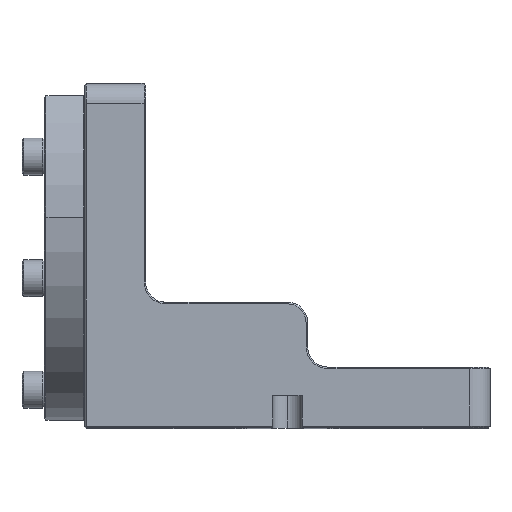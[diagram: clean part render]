
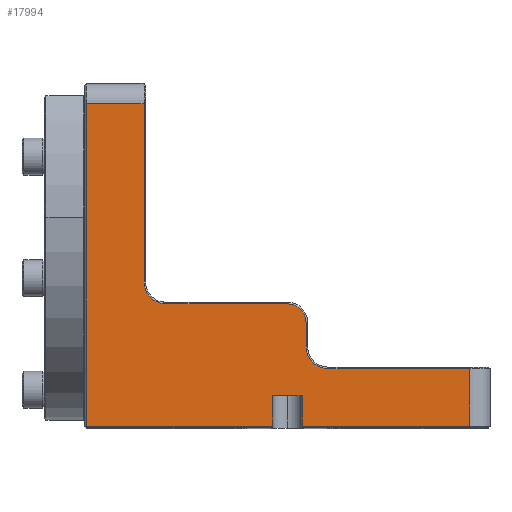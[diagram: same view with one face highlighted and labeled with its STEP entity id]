
A CAD part, top view. The second image highlights one B-rep face of the part: STEP entity #17994.
In plain terms, the highlighted planar face has unit normal (0, 0, 1).
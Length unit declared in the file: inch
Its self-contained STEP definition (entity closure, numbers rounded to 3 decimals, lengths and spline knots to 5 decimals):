
#114 = CARTESIAN_POINT ( 'NONE',  ( -0.09112, 0.42713, 3.04478 ) ) ;
#272 = ORIENTED_EDGE ( 'NONE', *, *, #18945, .T. ) ;
#456 = LINE ( 'NONE', #8063, #28965 ) ;
#487 = VERTEX_POINT ( 'NONE', #24023 ) ;
#1504 = AXIS2_PLACEMENT_3D ( 'NONE', #4016, #19020, #18521 ) ;
#1820 = EDGE_CURVE ( 'NONE', #7206, #14066, #23879, .T. ) ;
#1991 = CARTESIAN_POINT ( 'NONE',  ( 1.06888, 0.07213, 3.04478 ) ) ;
#2096 = CARTESIAN_POINT ( 'NONE',  ( 1.27388, 0.56213, 3.04478 ) ) ;
#2405 = VECTOR ( 'NONE', #11599, 39.37008 ) ;
#3004 = CARTESIAN_POINT ( 'NONE',  ( -0.09112, 0.43713, 3.04478 ) ) ;
#3245 = CARTESIAN_POINT ( 'NONE',  ( 0.40888, 0.82713, 3.04478 ) ) ;
#3277 = ORIENTED_EDGE ( 'NONE', *, *, #13632, .T. ) ;
#3410 = DIRECTION ( 'NONE',  ( 0., -1., 0. ) ) ;
#3738 = CARTESIAN_POINT ( 'NONE',  ( 1.24888, 0.26213, 3.04478 ) ) ;
#4016 = CARTESIAN_POINT ( 'NONE',  ( 1.40888, 0.56213, 3.04478 ) ) ;
#4032 = AXIS2_PLACEMENT_3D ( 'NONE', #25391, #20173, #12737 ) ;
#4076 = DIRECTION ( 'NONE',  ( -1., 0., 0. ) ) ;
#4393 = CARTESIAN_POINT ( 'NONE',  ( 0.27388, 0.96213, 3.04478 ) ) ;
#4517 = CARTESIAN_POINT ( 'NONE',  ( -0.08112, 0.07213, 3.04478 ) ) ;
#4559 = VERTEX_POINT ( 'NONE', #11762 ) ;
#4568 = VERTEX_POINT ( 'NONE', #4517 ) ;
#4597 = VECTOR ( 'NONE', #8223, 39.37008 ) ;
#5050 = CIRCLE ( 'NONE', #4032, 0.135 ) ;
#5060 = LINE ( 'NONE', #12453, #10217 ) ;
#5789 = VERTEX_POINT ( 'NONE', #26083 ) ;
#5803 = VERTEX_POINT ( 'NONE', #4393 ) ;
#5821 = ORIENTED_EDGE ( 'NONE', *, *, #17781, .T. ) ;
#6115 = CARTESIAN_POINT ( 'NONE',  ( 0.27388, 0.43713, 3.04478 ) ) ;
#6252 = CARTESIAN_POINT ( 'NONE',  ( 1.15888, 0.71213, 3.04478 ) ) ;
#6329 = DIRECTION ( 'NONE',  ( 0., 0., -1. ) ) ;
#6573 = ORIENTED_EDGE ( 'NONE', *, *, #10803, .T. ) ;
#6631 = LINE ( 'NONE', #21155, #14825 ) ;
#6764 = VERTEX_POINT ( 'NONE', #2096 ) ;
#6908 = CARTESIAN_POINT ( 'NONE',  ( 2.28388, 0.07213, 3.04478 ) ) ;
#7206 = VERTEX_POINT ( 'NONE', #6908 ) ;
#8063 = CARTESIAN_POINT ( 'NONE',  ( -0.08112, 0.43713, 3.04478 ) ) ;
#8223 = DIRECTION ( 'NONE',  ( 0., 1., 0. ) ) ;
#9019 = LINE ( 'NONE', #9353, #2405 ) ;
#9318 = DIRECTION ( 'NONE',  ( -1., 0., 0. ) ) ;
#9353 = CARTESIAN_POINT ( 'NONE',  ( 1.06888, 0.26213, 3.04478 ) ) ;
#10217 = VECTOR ( 'NONE', #14716, 39.37008 ) ;
#10341 = ORIENTED_EDGE ( 'NONE', *, *, #22359, .T. ) ;
#10803 = EDGE_CURVE ( 'NONE', #4559, #23536, #11618, .T. ) ;
#11599 = DIRECTION ( 'NONE',  ( 0., -1., 0. ) ) ;
#11618 = CIRCLE ( 'NONE', #21422, 0.115 ) ;
#11718 = VECTOR ( 'NONE', #23156, 39.37008 ) ;
#11762 = CARTESIAN_POINT ( 'NONE',  ( 1.27388, 0.71213, 3.04478 ) ) ;
#12152 = VECTOR ( 'NONE', #3410, 39.37008 ) ;
#12392 = LINE ( 'NONE', #114, #17496 ) ;
#12453 = CARTESIAN_POINT ( 'NONE',  ( 2.28388, 0.07213, 3.04478 ) ) ;
#12737 = DIRECTION ( 'NONE',  ( -1., 0., 0. ) ) ;
#12896 = VERTEX_POINT ( 'NONE', #3245 ) ;
#12961 = ORIENTED_EDGE ( 'NONE', *, *, #28682, .T. ) ;
#13355 = DIRECTION ( 'NONE',  ( 0., 1., 0. ) ) ;
#13632 = EDGE_CURVE ( 'NONE', #6764, #4559, #28868, .T. ) ;
#13658 = DIRECTION ( 'NONE',  ( 0., 0., 1. ) ) ;
#13826 = CARTESIAN_POINT ( 'NONE',  ( 2.28388, 0.43713, 3.04478 ) ) ;
#13987 = EDGE_CURVE ( 'NONE', #487, #5789, #30768, .T. ) ;
#14040 = EDGE_LOOP ( 'NONE', ( #24596, #10341, #28850, #18338, #17312, #3277, #6573, #5821, #21016, #12961, #272, #27192, #19713, #18572, #28537 ) ) ;
#14066 = VERTEX_POINT ( 'NONE', #14364 ) ;
#14262 = VECTOR ( 'NONE', #19437, 39.37008 ) ;
#14364 = CARTESIAN_POINT ( 'NONE',  ( 2.28388, 0.42713, 3.04478 ) ) ;
#14420 = LINE ( 'NONE', #1991, #14262 ) ;
#14716 = DIRECTION ( 'NONE',  ( 1., 0., 0. ) ) ;
#14825 = VECTOR ( 'NONE', #24097, 39.37008 ) ;
#15107 = EDGE_CURVE ( 'NONE', #23322, #30816, #9019, .T. ) ;
#15474 = LINE ( 'NONE', #6115, #4597 ) ;
#16449 = VERTEX_POINT ( 'NONE', #30769 ) ;
#16555 = EDGE_CURVE ( 'NONE', #487, #23322, #6631, .T. ) ;
#16851 = CARTESIAN_POINT ( 'NONE',  ( 1.15888, 0.82713, 3.04478 ) ) ;
#16873 = EDGE_CURVE ( 'NONE', #12896, #5803, #5050, .T. ) ;
#17017 = CARTESIAN_POINT ( 'NONE',  ( 1.06888, 0.07213, 3.04478 ) ) ;
#17301 = VECTOR ( 'NONE', #9318, 39.37008 ) ;
#17312 = ORIENTED_EDGE ( 'NONE', *, *, #24176, .T. ) ;
#17475 = CIRCLE ( 'NONE', #1504, 0.135 ) ;
#17496 = VECTOR ( 'NONE', #19033, 39.37008 ) ;
#17689 = CARTESIAN_POINT ( 'NONE',  ( 1.06888, 0.26213, 3.04478 ) ) ;
#17781 = EDGE_CURVE ( 'NONE', #23536, #12896, #21329, .T. ) ;
#17994 = ADVANCED_FACE ( 'NONE', ( #23454 ), #30065, .F. ) ;
#18338 = ORIENTED_EDGE ( 'NONE', *, *, #30071, .T. ) ;
#18521 = DIRECTION ( 'NONE',  ( -1., 0., 0. ) ) ;
#18572 = ORIENTED_EDGE ( 'NONE', *, *, #15107, .F. ) ;
#18945 = EDGE_CURVE ( 'NONE', #29060, #25256, #31365, .T. ) ;
#19006 = CARTESIAN_POINT ( 'NONE',  ( -0.09112, 2.06213, 3.04478 ) ) ;
#19020 = DIRECTION ( 'NONE',  ( 0., 0., -1. ) ) ;
#19033 = DIRECTION ( 'NONE',  ( -1., 0., 0. ) ) ;
#19354 = VECTOR ( 'NONE', #4076, 39.37008 ) ;
#19437 = DIRECTION ( 'NONE',  ( 1., 0., 0. ) ) ;
#19713 = ORIENTED_EDGE ( 'NONE', *, *, #26558, .T. ) ;
#20173 = DIRECTION ( 'NONE',  ( 0., 0., -1. ) ) ;
#21016 = ORIENTED_EDGE ( 'NONE', *, *, #16873, .T. ) ;
#21155 = CARTESIAN_POINT ( 'NONE',  ( 1.24888, 0.26213, 3.04478 ) ) ;
#21329 = LINE ( 'NONE', #23789, #19354 ) ;
#21422 = AXIS2_PLACEMENT_3D ( 'NONE', #6252, #13658, #28942 ) ;
#22359 = EDGE_CURVE ( 'NONE', #5789, #7206, #5060, .T. ) ;
#22468 = AXIS2_PLACEMENT_3D ( 'NONE', #3004, #6329, #27617 ) ;
#23083 = DIRECTION ( 'NONE',  ( 0., -1., 0. ) ) ;
#23156 = DIRECTION ( 'NONE',  ( 0., 1., 0. ) ) ;
#23207 = CARTESIAN_POINT ( 'NONE',  ( 0.27388, 2.06213, 3.04478 ) ) ;
#23322 = VERTEX_POINT ( 'NONE', #17689 ) ;
#23454 = FACE_OUTER_BOUND ( 'NONE', #14040, .T. ) ;
#23536 = VERTEX_POINT ( 'NONE', #16851 ) ;
#23789 = CARTESIAN_POINT ( 'NONE',  ( 0.40888, 0.82713, 3.04478 ) ) ;
#23879 = LINE ( 'NONE', #13826, #25146 ) ;
#24023 = CARTESIAN_POINT ( 'NONE',  ( 1.24888, 0.26213, 3.04478 ) ) ;
#24097 = DIRECTION ( 'NONE',  ( -1., 0., 0. ) ) ;
#24176 = EDGE_CURVE ( 'NONE', #16449, #6764, #17475, .T. ) ;
#24596 = ORIENTED_EDGE ( 'NONE', *, *, #13987, .T. ) ;
#25146 = VECTOR ( 'NONE', #13355, 39.37008 ) ;
#25256 = VERTEX_POINT ( 'NONE', #31297 ) ;
#25391 = CARTESIAN_POINT ( 'NONE',  ( 0.40888, 0.96213, 3.04478 ) ) ;
#25784 = CARTESIAN_POINT ( 'NONE',  ( 1.27388, 0.43713, 3.04478 ) ) ;
#26083 = CARTESIAN_POINT ( 'NONE',  ( 1.24888, 0.07213, 3.04478 ) ) ;
#26558 = EDGE_CURVE ( 'NONE', #4568, #30816, #14420, .T. ) ;
#27192 = ORIENTED_EDGE ( 'NONE', *, *, #31273, .T. ) ;
#27617 = DIRECTION ( 'NONE',  ( -1., 0., 0. ) ) ;
#28537 = ORIENTED_EDGE ( 'NONE', *, *, #16555, .F. ) ;
#28682 = EDGE_CURVE ( 'NONE', #5803, #29060, #15474, .T. ) ;
#28850 = ORIENTED_EDGE ( 'NONE', *, *, #1820, .T. ) ;
#28868 = LINE ( 'NONE', #25784, #11718 ) ;
#28942 = DIRECTION ( 'NONE',  ( -1., 0., 0. ) ) ;
#28965 = VECTOR ( 'NONE', #23083, 39.37008 ) ;
#29060 = VERTEX_POINT ( 'NONE', #23207 ) ;
#30065 = PLANE ( 'NONE',  #22468 ) ;
#30071 = EDGE_CURVE ( 'NONE', #14066, #16449, #12392, .T. ) ;
#30768 = LINE ( 'NONE', #3738, #12152 ) ;
#30769 = CARTESIAN_POINT ( 'NONE',  ( 1.40888, 0.42713, 3.04478 ) ) ;
#30816 = VERTEX_POINT ( 'NONE', #17017 ) ;
#31273 = EDGE_CURVE ( 'NONE', #25256, #4568, #456, .T. ) ;
#31297 = CARTESIAN_POINT ( 'NONE',  ( -0.08112, 2.06213, 3.04478 ) ) ;
#31365 = LINE ( 'NONE', #19006, #17301 ) ;
